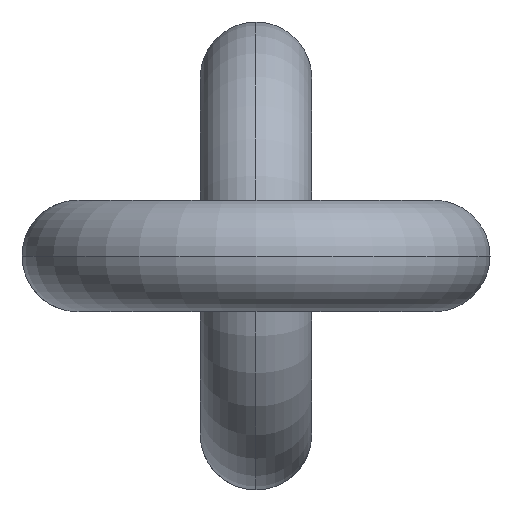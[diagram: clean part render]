
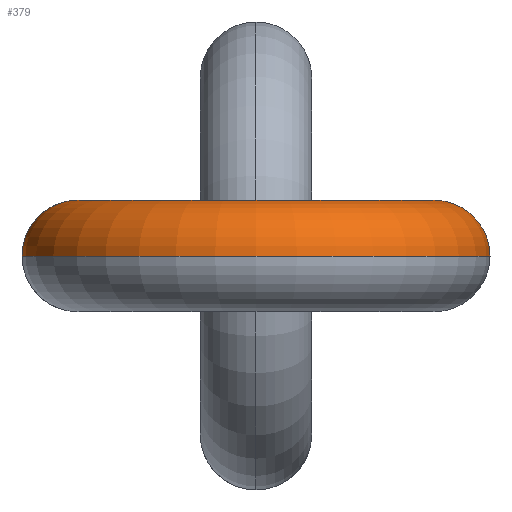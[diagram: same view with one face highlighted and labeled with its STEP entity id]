
A CAD part, left-side view. The second image highlights one B-rep face of the part: STEP entity #379.
In plain terms, the highlighted toroidal (fillet/blend) face has major radius 6.4 mm and minor radius 2 mm.
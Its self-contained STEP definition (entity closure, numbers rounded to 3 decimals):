
#272 = CARTESIAN_POINT ( 'NONE',  ( -11.6, 0., 0. ) ) ;
#379 = ADVANCED_FACE ( 'NONE', ( #929 ), #3243, .T. ) ;
#450 = CIRCLE ( 'NONE', #1699, 2. ) ;
#748 = ORIENTED_EDGE ( 'NONE', *, *, #4802, .T. ) ;
#929 = FACE_OUTER_BOUND ( 'NONE', #7277, .T. ) ;
#1008 = CARTESIAN_POINT ( 'NONE',  ( -11.6, 0., -8.4 ) ) ;
#1699 = AXIS2_PLACEMENT_3D ( 'NONE', #1920, #8263, #9308 ) ;
#1920 = CARTESIAN_POINT ( 'NONE',  ( -11.6, 0., -6.4 ) ) ;
#1988 = VERTEX_POINT ( 'NONE', #11680 ) ;
#2094 = VERTEX_POINT ( 'NONE', #1008 ) ;
#2496 = AXIS2_PLACEMENT_3D ( 'NONE', #272, #3847, #2913 ) ;
#2571 = CIRCLE ( 'NONE', #9712, 2. ) ;
#2872 = DIRECTION ( 'NONE',  ( 0., 0., 1. ) ) ;
#2913 = DIRECTION ( 'NONE',  ( 0., 0., 1. ) ) ;
#3243 = TOROIDAL_SURFACE ( 'NONE', #2496, 6.4, 2. ) ;
#3847 = DIRECTION ( 'NONE',  ( 0., 1., 0. ) ) ;
#4219 = CARTESIAN_POINT ( 'NONE',  ( -11.6, 0., 6.4 ) ) ;
#4482 = CIRCLE ( 'NONE', #6710, 8.4 ) ;
#4553 = CARTESIAN_POINT ( 'NONE',  ( -11.6, 0., 4.4 ) ) ;
#4684 = VERTEX_POINT ( 'NONE', #4553 ) ;
#4802 = EDGE_CURVE ( 'NONE', #2094, #1988, #4482, .T. ) ;
#4852 = CARTESIAN_POINT ( 'NONE',  ( -11.6, 0., 0. ) ) ;
#4981 = DIRECTION ( 'NONE',  ( 0., 1., 0. ) ) ;
#6095 = DIRECTION ( 'NONE',  ( 0., 0., 1. ) ) ;
#6710 = AXIS2_PLACEMENT_3D ( 'NONE', #10401, #4981, #6095 ) ;
#6754 = EDGE_CURVE ( 'NONE', #2094, #7146, #450, .T. ) ;
#7146 = VERTEX_POINT ( 'NONE', #8490 ) ;
#7277 = EDGE_LOOP ( 'NONE', ( #7454, #748, #8891, #9889 ) ) ;
#7454 = ORIENTED_EDGE ( 'NONE', *, *, #6754, .F. ) ;
#8248 = CIRCLE ( 'NONE', #8326, 4.4 ) ;
#8263 = DIRECTION ( 'NONE',  ( 1., 0., 0. ) ) ;
#8326 = AXIS2_PLACEMENT_3D ( 'NONE', #4852, #8479, #2872 ) ;
#8479 = DIRECTION ( 'NONE',  ( 0., 1., 0. ) ) ;
#8490 = CARTESIAN_POINT ( 'NONE',  ( -11.6, 0., -4.4 ) ) ;
#8684 = DIRECTION ( 'NONE',  ( -1., 0., 0. ) ) ;
#8891 = ORIENTED_EDGE ( 'NONE', *, *, #10042, .T. ) ;
#9308 = DIRECTION ( 'NONE',  ( 0., 0., -1. ) ) ;
#9368 = EDGE_CURVE ( 'NONE', #7146, #4684, #8248, .T. ) ;
#9712 = AXIS2_PLACEMENT_3D ( 'NONE', #4219, #8684, #11373 ) ;
#9889 = ORIENTED_EDGE ( 'NONE', *, *, #9368, .F. ) ;
#10042 = EDGE_CURVE ( 'NONE', #1988, #4684, #2571, .T. ) ;
#10401 = CARTESIAN_POINT ( 'NONE',  ( -11.6, 0., 0. ) ) ;
#11373 = DIRECTION ( 'NONE',  ( 0., 0., 1. ) ) ;
#11680 = CARTESIAN_POINT ( 'NONE',  ( -11.6, 0., 8.4 ) ) ;
